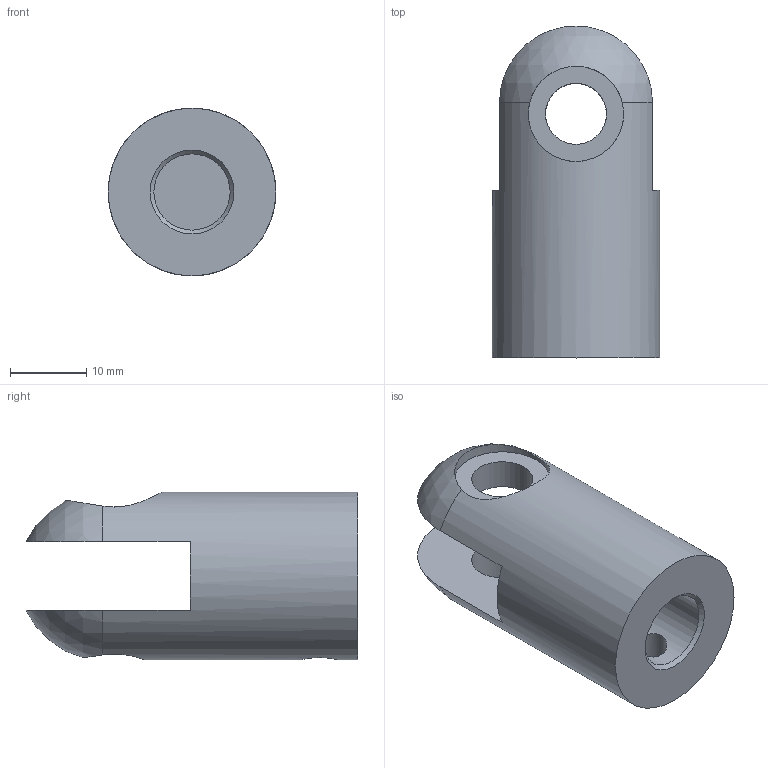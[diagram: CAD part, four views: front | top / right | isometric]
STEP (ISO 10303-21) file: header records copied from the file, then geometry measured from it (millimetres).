
FILE_DESCRIPTION(/* description */ (''),/* implementation_level */ '2;1');
FILE_NAME(/* name */ '41875.ipt.step',/* time_stamp */ '2022-07-18T12:53:26+02:00',/* author */ ('Abt. Technik'),/* organization */ (''),/* preprocessor_version */ 'ST-DEVELOPER v18.1',/* originating_system */ 'Autodesk Inventor 2022',/* authorisation */ '');
FILE_SCHEMA (('AUTOMOTIVE_DESIGN { 1 0 10303 214 3 1 1 }'));
Length unit declared in the file: millimetre
Products named in the file (1): 41875
Bounding box: 22 x 43.54 x 22 mm (x, y, z)
Volume: 9637.4 mm3; surface area: 4517.3 mm2
Topology: 1 solids, 1 shells, 15 faces, 43 edges, 30 vertices
Faces by surface type: cylinder 6, plane 6, sphere 2, cone 1
Full cylindrical faces by diameter (mm): 5 x1, 8 x2, 10 x1, 12.5 x1, 22 x1
Entity records: 688 total; most frequent: CARTESIAN_POINT 239, ORIENTED_EDGE 86, DIRECTION 81, EDGE_CURVE 43, AXIS2_PLACEMENT_3D 34, VERTEX_POINT 30, EDGE_LOOP 21, CIRCLE 18
